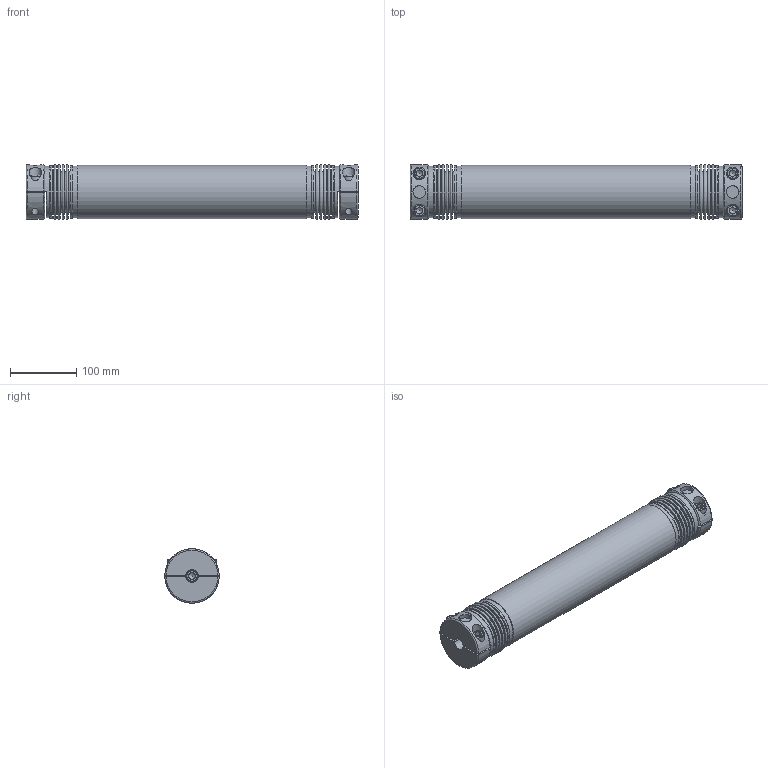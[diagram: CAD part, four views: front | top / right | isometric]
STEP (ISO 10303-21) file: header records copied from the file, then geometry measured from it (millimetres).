
FILE_DESCRIPTION( ( 'Unknown' ), '1' );
FILE_NAME( 'WDS 200 - L=0,5m.stp', 'Unknown', ( 'Unknown' ), ( 'Unknown' ), 'PSStep 10.1', 'Unknown', ' ' );
FILE_SCHEMA( ( 'AUTOMOTIVE_DESIGN { 1 0 10303 214 1 1 1 1 }' ) );
Length unit declared in the file: millimetre
Products named in the file (1): WDS  200
Bounding box: 500 x 82 x 82 mm (x, y, z)
Volume: 956166.9 mm3; surface area: 343702.3 mm2
Topology: 1 solids, 4 shells, 290 faces, 591 edges, 383 vertices
Faces by surface type: plane 170, cylinder 56, torus 54, cone 10
Full cylindrical faces by diameter (mm): 10.2 x4, 12 x6, 12.5 x4, 13 x6, 14 x2, 18 x6, 19 x6, 35 x2, 42 x2, 74 x1, 77.3 x2, 78 x2, 78.5 x4, 80 x1
Entity records: 10212 total; most frequent: CARTESIAN_POINT 2201, DIRECTION 1242, ORIENTED_EDGE 904, AXIS2_PLACEMENT_3D 525, EDGE_LOOP 476, EDGE_CURVE 452, FACE_OUTER_BOUND 384, VERTEX_POINT 354
